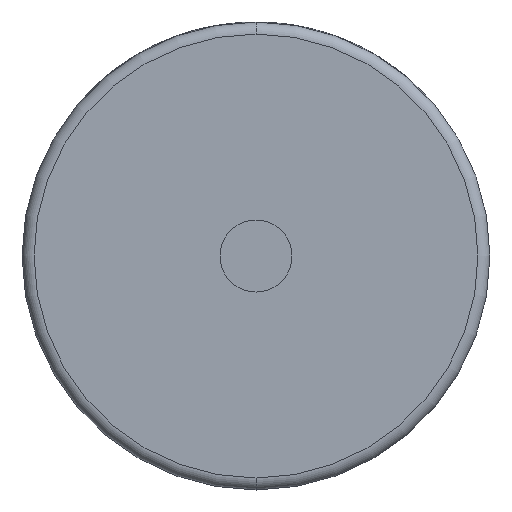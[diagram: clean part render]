
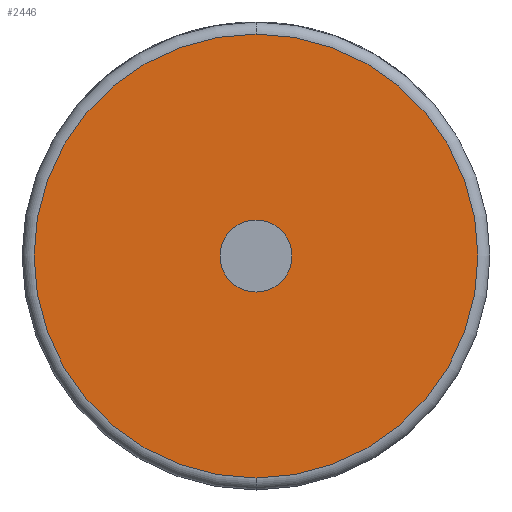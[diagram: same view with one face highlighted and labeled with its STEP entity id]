
A CAD part, front view. The second image highlights one B-rep face of the part: STEP entity #2446.
In plain terms, the highlighted planar face has unit normal (0, -1, 0).
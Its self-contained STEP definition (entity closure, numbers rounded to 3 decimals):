
#43 = DIRECTION ( 'NONE',  ( 0., -1., 0. ) ) ;
#223 = AXIS2_PLACEMENT_3D ( 'NONE', #2767, #43, #2747 ) ;
#357 = DIRECTION ( 'NONE',  ( 0., 1., 0. ) ) ;
#441 = EDGE_CURVE ( 'NONE', #3562, #3168, #767, .T. ) ;
#684 = PLANE ( 'NONE',  #3879 ) ;
#686 = DIRECTION ( 'NONE',  ( 0., -1., 0. ) ) ;
#738 = DIRECTION ( 'NONE',  ( 0., 0., 1. ) ) ;
#739 = AXIS2_PLACEMENT_3D ( 'NONE', #3559, #1145, #1900 ) ;
#761 = EDGE_CURVE ( 'NONE', #1358, #2268, #1659, .T. ) ;
#767 = CIRCLE ( 'NONE', #739, 6. ) ;
#876 = ORIENTED_EDGE ( 'NONE', *, *, #1003, .F. ) ;
#893 = ORIENTED_EDGE ( 'NONE', *, *, #3775, .T. ) ;
#917 = ORIENTED_EDGE ( 'NONE', *, *, #441, .F. ) ;
#958 = CARTESIAN_POINT ( 'NONE',  ( 0., 0., -37. ) ) ;
#1003 = EDGE_CURVE ( 'NONE', #3168, #3562, #4304, .T. ) ;
#1014 = EDGE_LOOP ( 'NONE', ( #3324, #893 ) ) ;
#1145 = DIRECTION ( 'NONE',  ( 0., -1., 0. ) ) ;
#1235 = CARTESIAN_POINT ( 'NONE',  ( 0., 0., -6. ) ) ;
#1358 = VERTEX_POINT ( 'NONE', #1717 ) ;
#1659 = CIRCLE ( 'NONE', #223, 37. ) ;
#1717 = CARTESIAN_POINT ( 'NONE',  ( 0., 0., 37. ) ) ;
#1900 = DIRECTION ( 'NONE',  ( 0., 0., 1. ) ) ;
#1913 = FACE_OUTER_BOUND ( 'NONE', #1014, .T. ) ;
#2062 = DIRECTION ( 'NONE',  ( 0., 0., 1. ) ) ;
#2268 = VERTEX_POINT ( 'NONE', #958 ) ;
#2446 = ADVANCED_FACE ( 'NONE', ( #1913, #4007 ), #684, .F. ) ;
#2592 = AXIS2_PLACEMENT_3D ( 'NONE', #3055, #686, #738 ) ;
#2747 = DIRECTION ( 'NONE',  ( 0., 0., 1. ) ) ;
#2767 = CARTESIAN_POINT ( 'NONE',  ( 0., 0., 0. ) ) ;
#2867 = CARTESIAN_POINT ( 'NONE',  ( 0., 0., 0. ) ) ;
#2930 = EDGE_LOOP ( 'NONE', ( #876, #917 ) ) ;
#2945 = CARTESIAN_POINT ( 'NONE',  ( 0., 0., 6. ) ) ;
#3053 = CARTESIAN_POINT ( 'NONE',  ( 0., 0., 0. ) ) ;
#3055 = CARTESIAN_POINT ( 'NONE',  ( 0., 0., 0. ) ) ;
#3168 = VERTEX_POINT ( 'NONE', #2945 ) ;
#3183 = AXIS2_PLACEMENT_3D ( 'NONE', #2867, #3212, #3526 ) ;
#3212 = DIRECTION ( 'NONE',  ( 0., -1., 0. ) ) ;
#3324 = ORIENTED_EDGE ( 'NONE', *, *, #761, .T. ) ;
#3526 = DIRECTION ( 'NONE',  ( 0., 0., 1. ) ) ;
#3559 = CARTESIAN_POINT ( 'NONE',  ( 0., 0., 0. ) ) ;
#3562 = VERTEX_POINT ( 'NONE', #1235 ) ;
#3775 = EDGE_CURVE ( 'NONE', #2268, #1358, #4085, .T. ) ;
#3879 = AXIS2_PLACEMENT_3D ( 'NONE', #3053, #357, #2062 ) ;
#4007 = FACE_BOUND ( 'NONE', #2930, .T. ) ;
#4085 = CIRCLE ( 'NONE', #2592, 37. ) ;
#4304 = CIRCLE ( 'NONE', #3183, 6. ) ;
